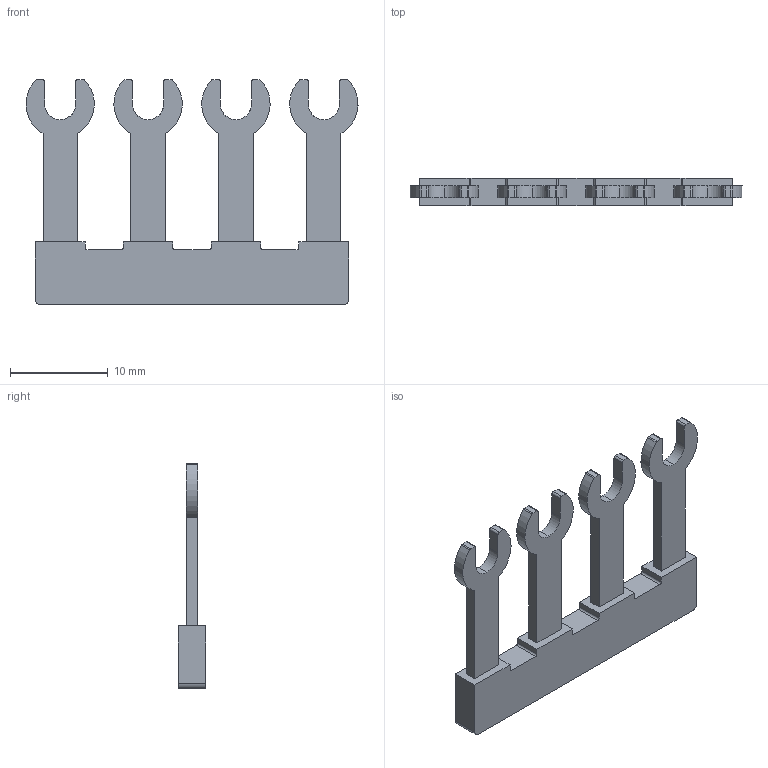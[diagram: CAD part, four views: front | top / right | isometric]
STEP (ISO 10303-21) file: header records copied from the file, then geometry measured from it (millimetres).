
FILE_DESCRIPTION(('CATIA V5 STEP Exchange','CAx-IF Rec.Pracs.--- Model Styling and Organization---1.4--- 2014-01-23'),'2;1');
FILE_NAME ('D1463475_0', '2020-07-28T05:47:19+00:00', ('none'), ('Weidmueller'), 'CATIA Version 5-6 Release 2016 SP3 HF44', 'CATIA V5 STEP AP214', 'none');
FILE_SCHEMA(('AUTOMOTIVE_DESIGN { 1 0 10303 214 1 1 1 1 }'));
Length unit declared in the file: millimetre
Products named in the file (1): 2615210000
Bounding box: 33.99 x 2.8 x 23 mm (x, y, z)
Volume: 840.2 mm3; surface area: 1344.4 mm2
Topology: 5 solids, 5 shells, 94 faces, 252 edges, 168 vertices
Faces by surface type: plane 54, cylinder 40
Entity records: 2967 total; most frequent: CARTESIAN_POINT 638, ORIENTED_EDGE 504, DIRECTION 412, EDGE_CURVE 252, VECTOR 172, LINE 172, VERTEX_POINT 168, AXIS2_PLACEMENT_3D 153
